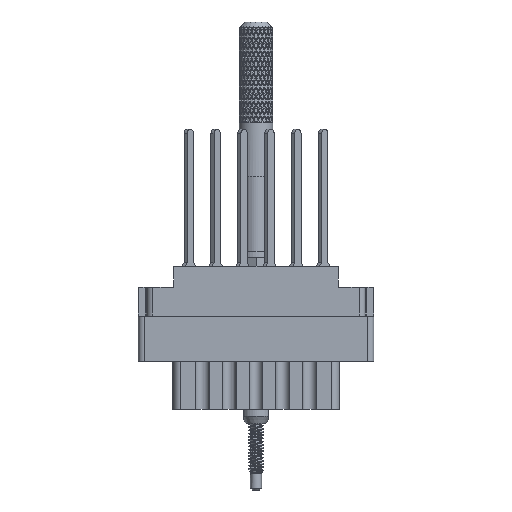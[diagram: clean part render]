
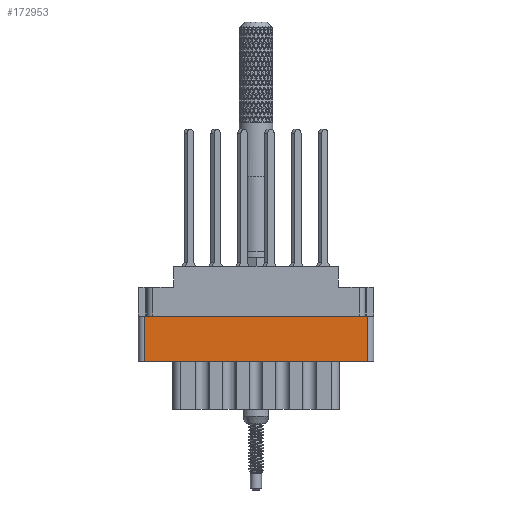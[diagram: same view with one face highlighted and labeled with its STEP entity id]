
A CAD part, front view. The second image highlights one B-rep face of the part: STEP entity #172953.
In plain terms, the highlighted planar face has unit normal (0, -1, 0).
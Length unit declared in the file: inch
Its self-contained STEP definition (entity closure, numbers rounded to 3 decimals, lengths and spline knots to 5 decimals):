
#347 = ORIENTED_EDGE ( 'NONE', *, *, #135364, .F. ) ;
#9699 = EDGE_CURVE ( 'NONE', #51904, #81261, #52913, .T. ) ;
#10888 = LINE ( 'NONE', #39596, #178413 ) ;
#11239 = ORIENTED_EDGE ( 'NONE', *, *, #40605, .T. ) ;
#14884 = DIRECTION ( 'NONE',  ( 1., 0., 0. ) ) ;
#24783 = VECTOR ( 'NONE', #14884, 39.37008 ) ;
#25720 = DIRECTION ( 'NONE',  ( 0., 0., 1. ) ) ;
#26009 = CARTESIAN_POINT ( 'NONE',  ( 0.624, -0.343, -0.798 ) ) ;
#39596 = CARTESIAN_POINT ( 'NONE',  ( -0.624, -0.343, -0.798 ) ) ;
#39899 = LINE ( 'NONE', #26009, #69658 ) ;
#40361 = AXIS2_PLACEMENT_3D ( 'NONE', #124493, #42916, #84665 ) ;
#40605 = EDGE_CURVE ( 'NONE', #51904, #102557, #39899, .T. ) ;
#42916 = DIRECTION ( 'NONE',  ( 0., -1., 0. ) ) ;
#51904 = VERTEX_POINT ( 'NONE', #92523 ) ;
#52913 = LINE ( 'NONE', #178852, #116095 ) ;
#59012 = EDGE_CURVE ( 'NONE', #81261, #100956, #10888, .T. ) ;
#65008 = DIRECTION ( 'NONE',  ( 0., 0., 1. ) ) ;
#69658 = VECTOR ( 'NONE', #65008, 39.37008 ) ;
#75110 = CARTESIAN_POINT ( 'NONE',  ( 0.624, -0.343, -0.277 ) ) ;
#79327 = EDGE_LOOP ( 'NONE', ( #137426, #104347, #11239, #347 ) ) ;
#81261 = VERTEX_POINT ( 'NONE', #122460 ) ;
#84406 = LINE ( 'NONE', #113122, #24783 ) ;
#84665 = DIRECTION ( 'NONE',  ( 0., 0., -1. ) ) ;
#92523 = CARTESIAN_POINT ( 'NONE',  ( 0.624, -0.343, -0.529 ) ) ;
#96701 = FACE_OUTER_BOUND ( 'NONE', #79327, .T. ) ;
#100956 = VERTEX_POINT ( 'NONE', #156364 ) ;
#102557 = VERTEX_POINT ( 'NONE', #75110 ) ;
#104347 = ORIENTED_EDGE ( 'NONE', *, *, #9699, .F. ) ;
#113122 = CARTESIAN_POINT ( 'NONE',  ( -0.656, -0.343, -0.277 ) ) ;
#116095 = VECTOR ( 'NONE', #165865, 39.37008 ) ;
#122460 = CARTESIAN_POINT ( 'NONE',  ( -0.624, -0.343, -0.529 ) ) ;
#124493 = CARTESIAN_POINT ( 'NONE',  ( -0.624, -0.343, -0.798 ) ) ;
#126348 = PLANE ( 'NONE',  #40361 ) ;
#135364 = EDGE_CURVE ( 'NONE', #100956, #102557, #84406, .T. ) ;
#137426 = ORIENTED_EDGE ( 'NONE', *, *, #59012, .F. ) ;
#156364 = CARTESIAN_POINT ( 'NONE',  ( -0.624, -0.343, -0.277 ) ) ;
#165865 = DIRECTION ( 'NONE',  ( -1., 0., 0. ) ) ;
#172953 = ADVANCED_FACE ( 'NONE', ( #96701 ), #126348, .T. ) ;
#178413 = VECTOR ( 'NONE', #25720, 39.37008 ) ;
#178852 = CARTESIAN_POINT ( 'NONE',  ( 0.624, -0.343, -0.529 ) ) ;
